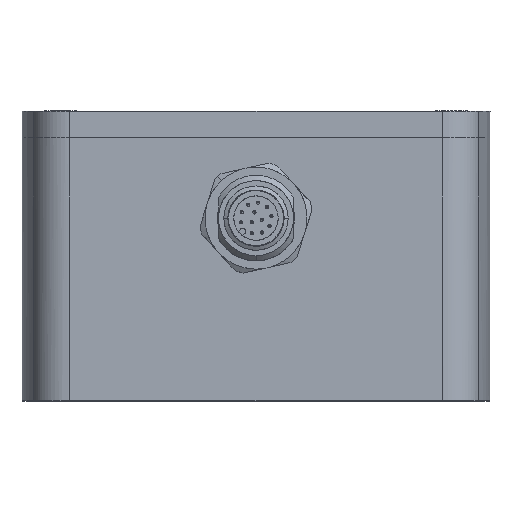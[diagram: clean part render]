
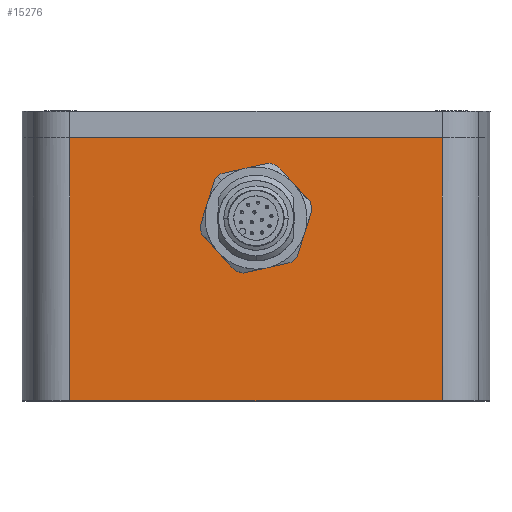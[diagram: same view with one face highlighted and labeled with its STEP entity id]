
A CAD part, front view. The second image highlights one B-rep face of the part: STEP entity #15276.
In plain terms, the highlighted planar face has unit normal (0, -1, 0).
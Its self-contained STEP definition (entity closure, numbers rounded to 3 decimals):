
#402 = EDGE_CURVE ( 'Defeatured_1_64+Defeatured_1_55+Defeatured_1_40+Defeatured_1_30', #39050, #9072, #21450, .T. ) ;
#1735 = LINE ( 'NONE', #27494, #31370 ) ;
#2404 = DIRECTION ( 'NONE',  ( 0., 1., 0. ) ) ;
#3094 = EDGE_CURVE ( 'Defeatured_1_55+Defeatured_1_63+Defeatured_1_40+Defeatured_1_30', #27699, #26110, #1735, .T. ) ;
#6634 = AXIS2_PLACEMENT_3D ( 'NONE', #41168, #2404, #32514 ) ;
#7167 = CARTESIAN_POINT ( 'NONE',  ( 82.522, 28.251, 35.776 ) ) ;
#9039 = DIRECTION ( 'NONE',  ( -1., 0., 0. ) ) ;
#9072 = VERTEX_POINT ( 'NONE', #7167 ) ;
#9502 = CARTESIAN_POINT ( 'NONE',  ( 13.002, 28.251, 84.876 ) ) ;
#12591 = CARTESIAN_POINT ( 'NONE',  ( 13.002, 28.251, 84.876 ) ) ;
#14380 = CARTESIAN_POINT ( 'NONE',  ( 82.522, 28.251, 84.876 ) ) ;
#14747 = EDGE_LOOP ( 'NONE', ( #20377, #50828, #33426, #18145 ) ) ;
#15276 = ADVANCED_FACE ( 'Defeatured_1_55', ( #34392 ), #49569, .F. ) ;
#18145 = ORIENTED_EDGE ( 'NONE', *, *, #48947, .F. ) ;
#20377 = ORIENTED_EDGE ( 'NONE', *, *, #3094, .T. ) ;
#20915 = LINE ( 'NONE', #9502, #35073 ) ;
#21450 = LINE ( 'NONE', #14380, #45641 ) ;
#22477 = LINE ( 'NONE', #42698, #32566 ) ;
#23084 = DIRECTION ( 'NONE',  ( 0., 0., -1. ) ) ;
#23362 = DIRECTION ( 'NONE',  ( 0., 0., -1. ) ) ;
#26110 = VERTEX_POINT ( 'NONE', #27055 ) ;
#27055 = CARTESIAN_POINT ( 'NONE',  ( 13.002, 28.251, 35.776 ) ) ;
#27494 = CARTESIAN_POINT ( 'NONE',  ( 13.002, 28.251, 84.876 ) ) ;
#27699 = VERTEX_POINT ( 'NONE', #12591 ) ;
#31370 = VECTOR ( 'NONE', #23362, 1000. ) ;
#32514 = DIRECTION ( 'NONE',  ( -1., 0., 0. ) ) ;
#32566 = VECTOR ( 'NONE', #9039, 1000. ) ;
#33426 = ORIENTED_EDGE ( 'NONE', *, *, #402, .F. ) ;
#34392 = FACE_OUTER_BOUND ( 'NONE', #14747, .T. ) ;
#35073 = VECTOR ( 'NONE', #44602, 1000. ) ;
#39050 = VERTEX_POINT ( 'NONE', #46619 ) ;
#41168 = CARTESIAN_POINT ( 'NONE',  ( 13.002, 28.251, 84.876 ) ) ;
#42698 = CARTESIAN_POINT ( 'NONE',  ( 82.522, 28.251, 35.776 ) ) ;
#44518 = EDGE_CURVE ( 'Defeatured_1_30+Defeatured_1_55+Defeatured_1_64+Defeatured_1_63', #9072, #26110, #22477, .T. ) ;
#44602 = DIRECTION ( 'NONE',  ( 1., 0., 0. ) ) ;
#45641 = VECTOR ( 'NONE', #23084, 1000. ) ;
#46619 = CARTESIAN_POINT ( 'NONE',  ( 82.522, 28.251, 84.876 ) ) ;
#48947 = EDGE_CURVE ( 'Defeatured_1_40+Defeatured_1_55+Defeatured_1_63+Defeatured_1_64', #27699, #39050, #20915, .T. ) ;
#49569 = PLANE ( 'NONE',  #6634 ) ;
#50828 = ORIENTED_EDGE ( 'NONE', *, *, #44518, .F. ) ;
